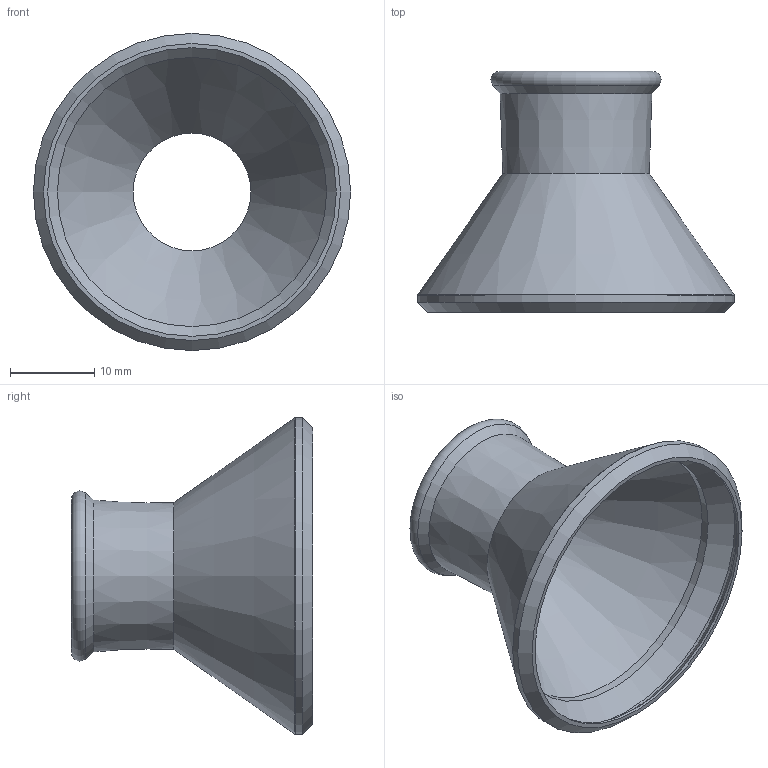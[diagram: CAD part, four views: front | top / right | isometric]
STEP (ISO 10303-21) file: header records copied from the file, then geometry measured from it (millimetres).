
FILE_DESCRIPTION(/* description */ (''),/* implementation_level */ '2;1');
FILE_NAME(/* name */ 'Old Thermarest Twist Valve Adapter.step',/* time_stamp */ '2022-08-09T08:19:39-07:00',/* author */ (''),/* organization */ (''),/* preprocessor_version */ 'ST-DEVELOPER v19',/* originating_system */ 'Autodesk Translation Framework v11.7.0.108',/* authorisation */ '');
FILE_SCHEMA (('AUTOMOTIVE_DESIGN { 1 0 10303 214 3 1 1 }'));
Length unit declared in the file: millimetre
Products named in the file (1): Old Thermarest Twist Valve Adapter
Bounding box: 37.7 x 28.65 x 37.7 mm (x, y, z)
Volume: 1820.6 mm3; surface area: 5099 mm2
Topology: 1 solids, 1 shells, 20 faces, 38 edges, 21 vertices
Faces by surface type: cone 12, cylinder 4, plane 3, torus 1
Full cylindrical faces by diameter (mm): 32 x1, 34.3 x1, 36.5 x1, 37.7 x1
Entity records: 544 total; most frequent: DIRECTION 102, CARTESIAN_POINT 80, ORIENTED_EDGE 76, AXIS2_PLACEMENT_3D 43, EDGE_CURVE 38, EDGE_LOOP 23, CIRCLE 22, VERTEX_POINT 21
